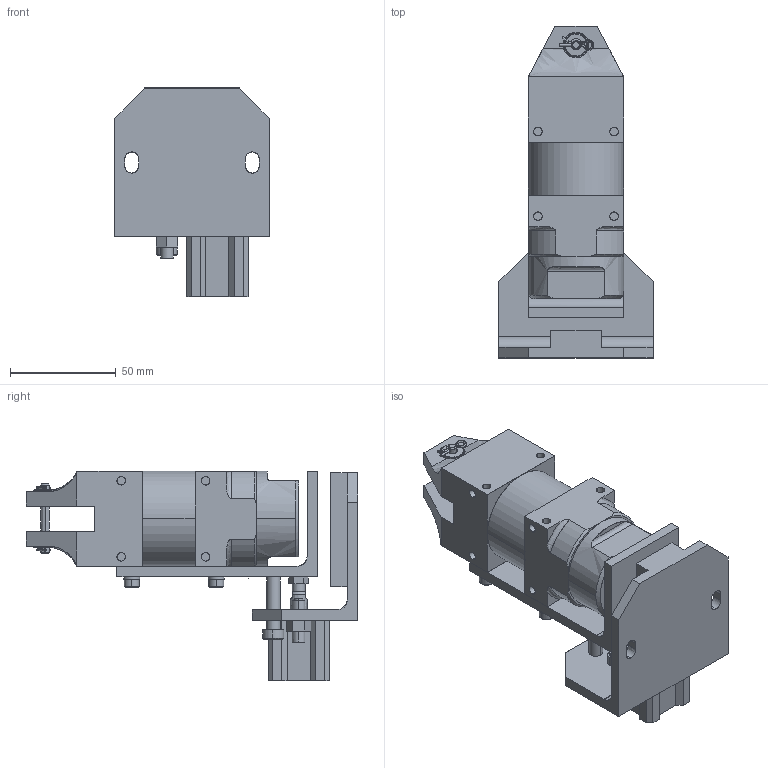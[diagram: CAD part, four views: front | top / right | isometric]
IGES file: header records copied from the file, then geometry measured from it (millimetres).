
Global section: file name: 37HiGTNB20LW10TM.igs; native system: Rhinoceros ( May 22 2017 ); preprocessor: Trout Lake IGES 012 May 22 2017; date: 190123.022946; units: millimetre
Bounding box: 73.1 x 157 x 99.1 mm (x, y, z)
Surface area: 71707.8 mm2 (no closed solid volume)
Topology: 0 solids, 0 shells, 509 faces, 3746 edges, 3747 vertices
Faces by surface type: bspline 509
